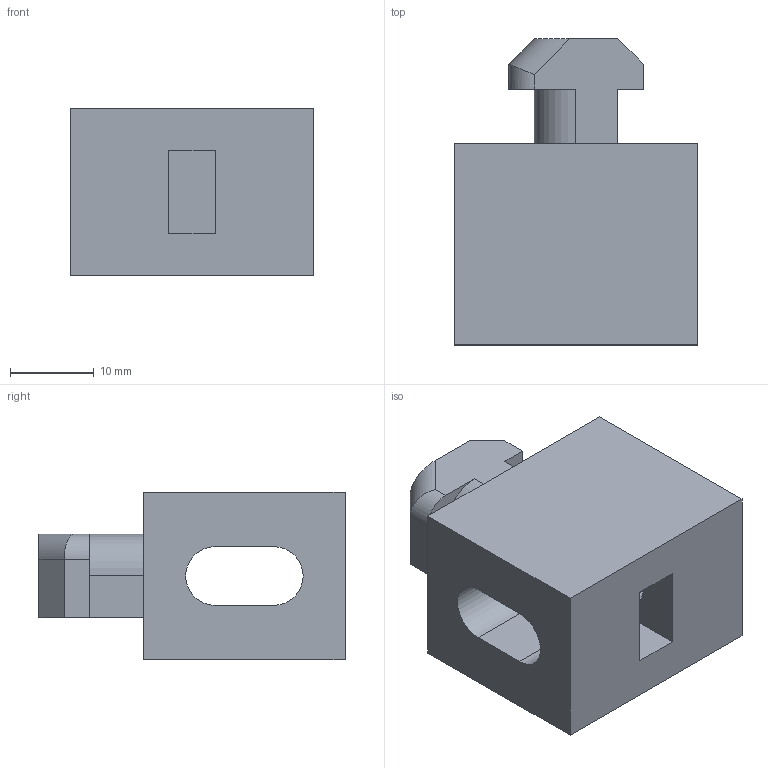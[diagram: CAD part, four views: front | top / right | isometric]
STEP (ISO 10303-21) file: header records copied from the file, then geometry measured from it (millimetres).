
FILE_DESCRIPTION (( 'STEP AP214' ), '1' );
FILE_NAME ('A811 Êëèïñà âèíòîâàÿ.STEP', '2025-06-26T13:04:11', ( '' ), ( '' ), 'SwSTEP 2.0', 'SolidWorks 2025', '' );
FILE_SCHEMA (( 'AUTOMOTIVE_DESIGN' ));
Length unit declared in the file: millimetre
Products named in the file (1): A811 Клипса винтовая
Bounding box: 29 x 36.5 x 20 mm (x, y, z)
Volume: 12188.7 mm3; surface area: 5232.2 mm2
Topology: 1 solids, 1 shells, 36 faces, 94 edges, 62 vertices
Faces by surface type: plane 26, cylinder 10
Entity records: 1127 total; most frequent: CARTESIAN_POINT 205, ORIENTED_EDGE 188, DIRECTION 178, EDGE_CURVE 94, VECTOR 76, LINE 76, VERTEX_POINT 62, AXIS2_PLACEMENT_3D 51
